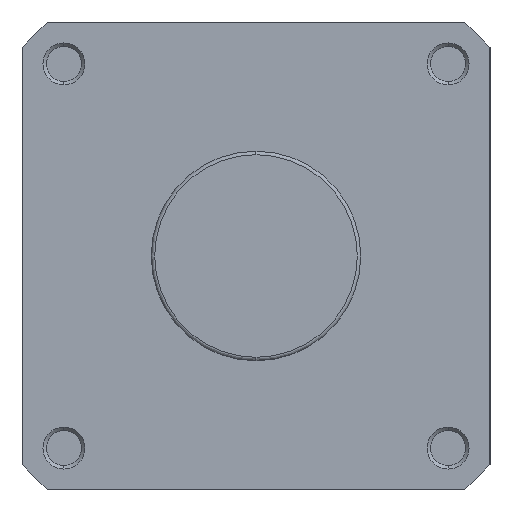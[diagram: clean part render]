
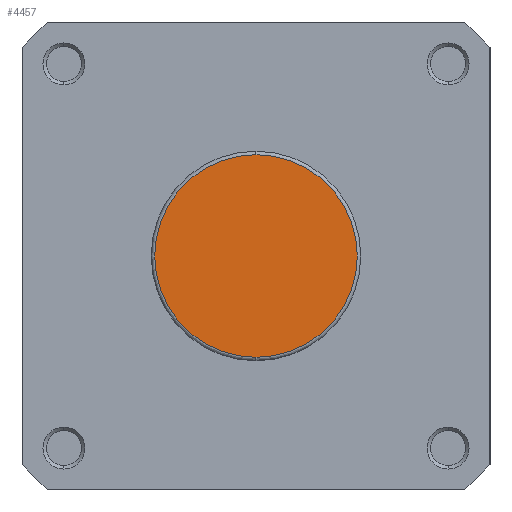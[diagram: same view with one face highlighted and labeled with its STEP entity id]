
A CAD part, left-side view. The second image highlights one B-rep face of the part: STEP entity #4457.
In plain terms, the highlighted planar face has unit normal (-1, 0, 0).
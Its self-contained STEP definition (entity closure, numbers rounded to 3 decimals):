
#1 = ORIENTED_EDGE ( 'NONE', *, *, #4719, .T. ) ;
#296 = CIRCLE ( 'NONE', #2456, 29. ) ;
#748 = FACE_OUTER_BOUND ( 'NONE', #4793, .T. ) ;
#1117 = EDGE_CURVE ( 'NONE', #1426, #1434, #296, .T. ) ;
#1426 = VERTEX_POINT ( 'NONE', #1975 ) ;
#1434 = VERTEX_POINT ( 'NONE', #1983 ) ;
#1692 = CARTESIAN_POINT ( 'NONE',  ( 0., 0., 0. ) ) ;
#1693 = DIRECTION ( 'NONE',  ( -1., 0., 0. ) ) ;
#1694 = DIRECTION ( 'NONE',  ( 0., 0., -1. ) ) ;
#1975 = CARTESIAN_POINT ( 'NONE',  ( 0., 0., 29. ) ) ;
#1983 = CARTESIAN_POINT ( 'NONE',  ( 0., 0., -29. ) ) ;
#2456 = AXIS2_PLACEMENT_3D ( 'NONE', #1692, #1693, #1694 ) ;
#2680 = AXIS2_PLACEMENT_3D ( 'NONE', #3154, #3157, #3158 ) ;
#2813 = AXIS2_PLACEMENT_3D ( 'NONE', #3886, #3895, #3896 ) ;
#3154 = CARTESIAN_POINT ( 'NONE',  ( 0., 30., 0. ) ) ;
#3155 = PLANE ( 'NONE',  #2680 ) ;
#3157 = DIRECTION ( 'NONE',  ( 1., 0., 0. ) ) ;
#3158 = DIRECTION ( 'NONE',  ( 0., 0., -1. ) ) ;
#3886 = CARTESIAN_POINT ( 'NONE',  ( 0., 0., 0. ) ) ;
#3895 = DIRECTION ( 'NONE',  ( -1., 0., 0. ) ) ;
#3896 = DIRECTION ( 'NONE',  ( 0., 0., -1. ) ) ;
#4195 = CIRCLE ( 'NONE', #2813, 29. ) ;
#4457 = ADVANCED_FACE ( 'NONE', ( #748 ), #3155, .F. ) ;
#4719 = EDGE_CURVE ( 'NONE', #1434, #1426, #4195, .T. ) ;
#4756 = ORIENTED_EDGE ( 'NONE', *, *, #1117, .T. ) ;
#4793 = EDGE_LOOP ( 'NONE', ( #1, #4756 ) ) ;
